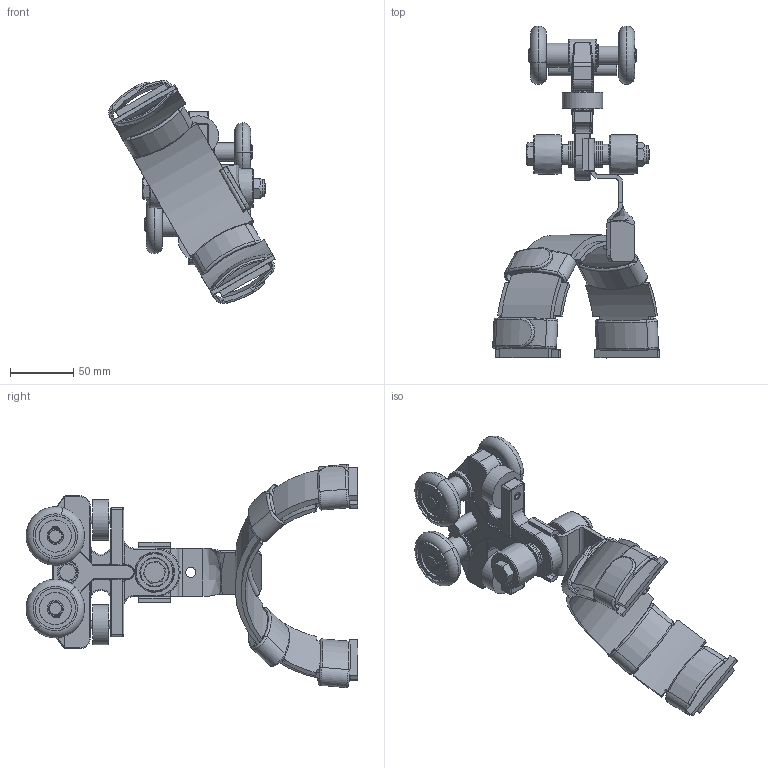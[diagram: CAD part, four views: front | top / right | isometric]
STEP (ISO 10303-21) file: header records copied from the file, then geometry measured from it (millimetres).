
FILE_DESCRIPTION((''),'2;1');
FILE_NAME('20096 ETA-8 FESTOON TROLLEY WITH UII CABLE SADDLE.stp','2011-03-28T07:41:14',('jholman'),(''),'Autodesk Inventor 2011','Autodesk Inventor 2011','');
FILE_SCHEMA(('AUTOMOTIVE_DESIGN { 1 0 10303 214 1 1 1 1 }'));
Length unit declared in the file: inch
Products named in the file (28): 20096; 3D117VD4D; 3D113VD4C; 3D113VD4C_Welds; 3D112VD4A; 3D111VD4A; 3D115VD4C; 3D116VD4A; 3D116VD4A3; 20090; 59900; 3D11M6B4B; 3D11G6B4A; 3D1129B4B; 3D11E6B4A; 3D11OBB4B; 70020; 3D11T2B4A; 3D11F6B4A; 57135; Hex Bolt - Metric M10 x 1.5 x 90; Prevailing Torque Type Hex Nut - Steel Metric Property Class 9 - Metric M10 x 1.5 Metal Type; 3D1153B4A; 3D11ODF4B; 3D11KDF4A; 3D11MDF4A; 3D11LDF4A; 3D11NDF4A
Assembly tree (47 placements, depth 4):
  20096
    3D117VD4D
      3D113VD4C
        3D113VD4C_Welds
        3D112VD4A
        3D111VD4A
      3D115VD4C
      3D116VD4A  x2
      3D116VD4A3  x2
    20090
      59900
      3D11M6B4B  x2
      3D11G6B4A  x2
      3D1129B4B  x4
      3D11E6B4A  x4
      3D11OBB4B  x2
        70020
        3D11T2B4A
      3D11F6B4A  x2
      57135
    Hex Bolt - Metric M10 x 1.5 x 90
    Prevailing Torque Type Hex Nut - Steel Metric Property Class 9 - Metric M10 x 1.5 Metal Type
    3D1153B4A  x7
    3D11ODF4B  x2
      3D11KDF4A
      3D11MDF4A
      3D11LDF4A
      3D11NDF4A
Bounding box: 131.32 x 261.56 x 176 mm (x, y, z)
Volume: 399163.2 mm3; surface area: 191867.3 mm2
Topology: 45 solids, 47 shells, 1175 faces, 2750 edges, 1676 vertices
Faces by surface type: cylinder 520, plane 311, torus 182, bspline 110, cone 48, sphere 4
Full cylindrical faces by diameter (mm): 1.194 x4, 6.35 x4, 6.747 x2, 7.938 x1, 8.376 x1, 9.525 x7, 9.754 x2, 10 x1, 10.465 x4, 11.138 x8, 11.887 x2, 12.7 x8, 13.259 x2, 13.494 x1, 13.6 x1, 14.288 x6, 15.875 x2, 16.669 x2, 17.78 x2, 19.05 x4, 22.098 x4, 22.174 x4, 22.225 x4, 25.4 x2, 31.75 x2
Entity records: 26772 total; most frequent: CARTESIAN_POINT 8576, DIRECTION 3697, ORIENTED_EDGE 3478, EDGE_CURVE 1739, AXIS2_PLACEMENT_3D 1557, VERTEX_POINT 1107, EDGE_LOOP 940, FACE_OUTER_BOUND 783
